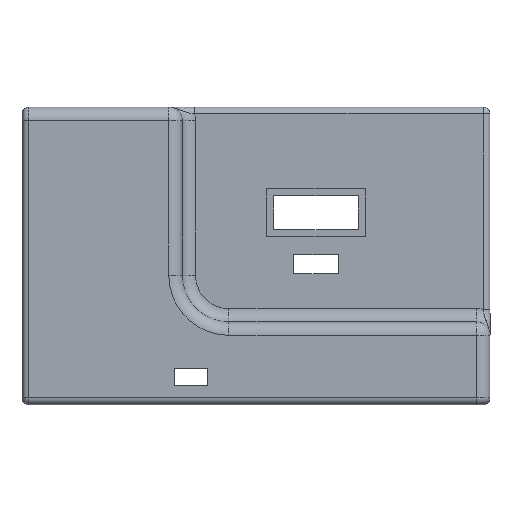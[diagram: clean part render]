
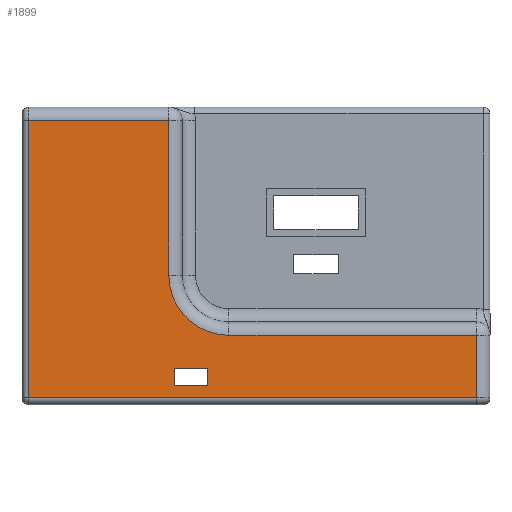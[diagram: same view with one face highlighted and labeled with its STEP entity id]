
A CAD part, top view. The second image highlights one B-rep face of the part: STEP entity #1899.
In plain terms, the highlighted planar face has unit normal (0, 0, 1).
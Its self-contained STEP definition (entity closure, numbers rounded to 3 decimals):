
#54 = EDGE_LOOP ( 'NONE', ( #6360, #4688, #7850, #2714, #299, #5746, #1866 ) ) ;
#82 = DIRECTION ( 'NONE',  ( 0., 1., 0. ) ) ;
#117 = DIRECTION ( 'NONE',  ( 1., 0., 0. ) ) ;
#124 = DIRECTION ( 'NONE',  ( 1., 0., 0. ) ) ;
#135 = ORIENTED_EDGE ( 'NONE', *, *, #1141, .F. ) ;
#299 = ORIENTED_EDGE ( 'NONE', *, *, #7461, .T. ) ;
#316 = VERTEX_POINT ( 'NONE', #1680 ) ;
#496 = CARTESIAN_POINT ( 'NONE',  ( 25.607, 6.865, 20. ) ) ;
#756 = FACE_OUTER_BOUND ( 'NONE', #54, .T. ) ;
#800 = FACE_BOUND ( 'NONE', #3766, .T. ) ;
#916 = VECTOR ( 'NONE', #5840, 1000. ) ;
#961 = CARTESIAN_POINT ( 'NONE',  ( 25.607, 1.701, 20. ) ) ;
#979 = VECTOR ( 'NONE', #4403, 1000. ) ;
#1141 = EDGE_CURVE ( 'NONE', #2507, #5252, #6569, .T. ) ;
#1177 = VECTOR ( 'NONE', #6935, 1000. ) ;
#1258 = LINE ( 'NONE', #4934, #5129 ) ;
#1325 = DIRECTION ( 'NONE',  ( -1., 0., 0. ) ) ;
#1350 = LINE ( 'NONE', #3175, #979 ) ;
#1367 = EDGE_CURVE ( 'NONE', #3168, #5262, #1350, .T. ) ;
#1413 = AXIS2_PLACEMENT_3D ( 'NONE', #5122, #7638, #2114 ) ;
#1472 = CARTESIAN_POINT ( 'NONE',  ( 116., 16.754, 20. ) ) ;
#1475 = ORIENTED_EDGE ( 'NONE', *, *, #6824, .F. ) ;
#1532 = CARTESIAN_POINT ( 'NONE',  ( 25.607, 1.701, 20. ) ) ;
#1585 = CARTESIAN_POINT ( 'NONE',  ( 116., 0., 20. ) ) ;
#1680 = CARTESIAN_POINT ( 'NONE',  ( 116., -2., 20. ) ) ;
#1739 = ORIENTED_EDGE ( 'NONE', *, *, #4988, .F. ) ;
#1866 = ORIENTED_EDGE ( 'NONE', *, *, #3274, .T. ) ;
#1899 = ADVANCED_FACE ( 'NONE', ( #756, #800 ), #3254, .T. ) ;
#2027 = VECTOR ( 'NONE', #82, 1000. ) ;
#2076 = LINE ( 'NONE', #4006, #916 ) ;
#2114 = DIRECTION ( 'NONE',  ( 1., 0., 0. ) ) ;
#2180 = CARTESIAN_POINT ( 'NONE',  ( 23.9, 81., 20. ) ) ;
#2309 = VERTEX_POINT ( 'NONE', #1472 ) ;
#2418 = EDGE_CURVE ( 'NONE', #6474, #7256, #6315, .T. ) ;
#2499 = LINE ( 'NONE', #4507, #2027 ) ;
#2507 = VERTEX_POINT ( 'NONE', #1532 ) ;
#2568 = DIRECTION ( 'NONE',  ( 0., 0., -1. ) ) ;
#2614 = DIRECTION ( 'NONE',  ( 0., 1., 0. ) ) ;
#2697 = CARTESIAN_POINT ( 'NONE',  ( 35.607, 6.865, 20. ) ) ;
#2714 = ORIENTED_EDGE ( 'NONE', *, *, #4285, .T. ) ;
#2732 = VECTOR ( 'NONE', #1325, 1000. ) ;
#3121 = LINE ( 'NONE', #5772, #1177 ) ;
#3168 = VERTEX_POINT ( 'NONE', #2697 ) ;
#3173 = VECTOR ( 'NONE', #2614, 1000. ) ;
#3175 = CARTESIAN_POINT ( 'NONE',  ( 25.607, 6.865, 20. ) ) ;
#3254 = PLANE ( 'NONE',  #1413 ) ;
#3274 = EDGE_CURVE ( 'NONE', #3397, #6474, #2499, .T. ) ;
#3293 = CARTESIAN_POINT ( 'NONE',  ( 0., 81., 20. ) ) ;
#3307 = EDGE_CURVE ( 'NONE', #6984, #316, #5766, .T. ) ;
#3397 = VERTEX_POINT ( 'NONE', #4021 ) ;
#3446 = CIRCLE ( 'NONE', #4621, 18. ) ;
#3497 = DIRECTION ( 'NONE',  ( 1., 0., 0. ) ) ;
#3720 = VECTOR ( 'NONE', #3497, 1000. ) ;
#3766 = EDGE_LOOP ( 'NONE', ( #135, #1739, #4168, #1475 ) ) ;
#3802 = DIRECTION ( 'NONE',  ( -1., 0., 0. ) ) ;
#3805 = CARTESIAN_POINT ( 'NONE',  ( 35.607, 6.865, 20. ) ) ;
#3826 = CARTESIAN_POINT ( 'NONE',  ( -18., -2., 20. ) ) ;
#3838 = CARTESIAN_POINT ( 'NONE',  ( 35.607, 1.701, 20. ) ) ;
#3935 = CARTESIAN_POINT ( 'NONE',  ( -18., 81., 20. ) ) ;
#4006 = CARTESIAN_POINT ( 'NONE',  ( -18., 0., 20. ) ) ;
#4021 = CARTESIAN_POINT ( 'NONE',  ( 23.9, 34.754, 20. ) ) ;
#4089 = DIRECTION ( 'NONE',  ( 0., 1., 0. ) ) ;
#4168 = ORIENTED_EDGE ( 'NONE', *, *, #1367, .F. ) ;
#4285 = EDGE_CURVE ( 'NONE', #316, #2309, #7206, .T. ) ;
#4403 = DIRECTION ( 'NONE',  ( -1., 0., 0. ) ) ;
#4506 = CARTESIAN_POINT ( 'NONE',  ( 41.9, 16.754, 20. ) ) ;
#4507 = CARTESIAN_POINT ( 'NONE',  ( 23.9, 81., 20. ) ) ;
#4510 = VECTOR ( 'NONE', #124, 1000. ) ;
#4621 = AXIS2_PLACEMENT_3D ( 'NONE', #5635, #2568, #117 ) ;
#4688 = ORIENTED_EDGE ( 'NONE', *, *, #5851, .T. ) ;
#4934 = CARTESIAN_POINT ( 'NONE',  ( 41.9, 16.754, 20. ) ) ;
#4988 = EDGE_CURVE ( 'NONE', #5262, #2507, #3121, .T. ) ;
#5122 = CARTESIAN_POINT ( 'NONE',  ( 0., 0., 20. ) ) ;
#5129 = VECTOR ( 'NONE', #3802, 1000. ) ;
#5252 = VERTEX_POINT ( 'NONE', #3838 ) ;
#5262 = VERTEX_POINT ( 'NONE', #496 ) ;
#5635 = CARTESIAN_POINT ( 'NONE',  ( 41.9, 34.754, 20. ) ) ;
#5746 = ORIENTED_EDGE ( 'NONE', *, *, #6810, .T. ) ;
#5766 = LINE ( 'NONE', #7495, #4510 ) ;
#5772 = CARTESIAN_POINT ( 'NONE',  ( 25.607, 6.865, 20. ) ) ;
#5840 = DIRECTION ( 'NONE',  ( 0., -1., 0. ) ) ;
#5851 = EDGE_CURVE ( 'NONE', #7256, #6984, #2076, .T. ) ;
#6256 = LINE ( 'NONE', #3805, #3173 ) ;
#6315 = LINE ( 'NONE', #3293, #2732 ) ;
#6360 = ORIENTED_EDGE ( 'NONE', *, *, #2418, .T. ) ;
#6474 = VERTEX_POINT ( 'NONE', #2180 ) ;
#6569 = LINE ( 'NONE', #961, #3720 ) ;
#6810 = EDGE_CURVE ( 'NONE', #7227, #3397, #3446, .T. ) ;
#6824 = EDGE_CURVE ( 'NONE', #5252, #3168, #6256, .T. ) ;
#6935 = DIRECTION ( 'NONE',  ( 0., -1., 0. ) ) ;
#6984 = VERTEX_POINT ( 'NONE', #3826 ) ;
#7206 = LINE ( 'NONE', #1585, #7675 ) ;
#7227 = VERTEX_POINT ( 'NONE', #4506 ) ;
#7256 = VERTEX_POINT ( 'NONE', #3935 ) ;
#7461 = EDGE_CURVE ( 'NONE', #2309, #7227, #1258, .T. ) ;
#7495 = CARTESIAN_POINT ( 'NONE',  ( 0., -2., 20. ) ) ;
#7638 = DIRECTION ( 'NONE',  ( 0., 0., 1. ) ) ;
#7675 = VECTOR ( 'NONE', #4089, 1000. ) ;
#7850 = ORIENTED_EDGE ( 'NONE', *, *, #3307, .T. ) ;
